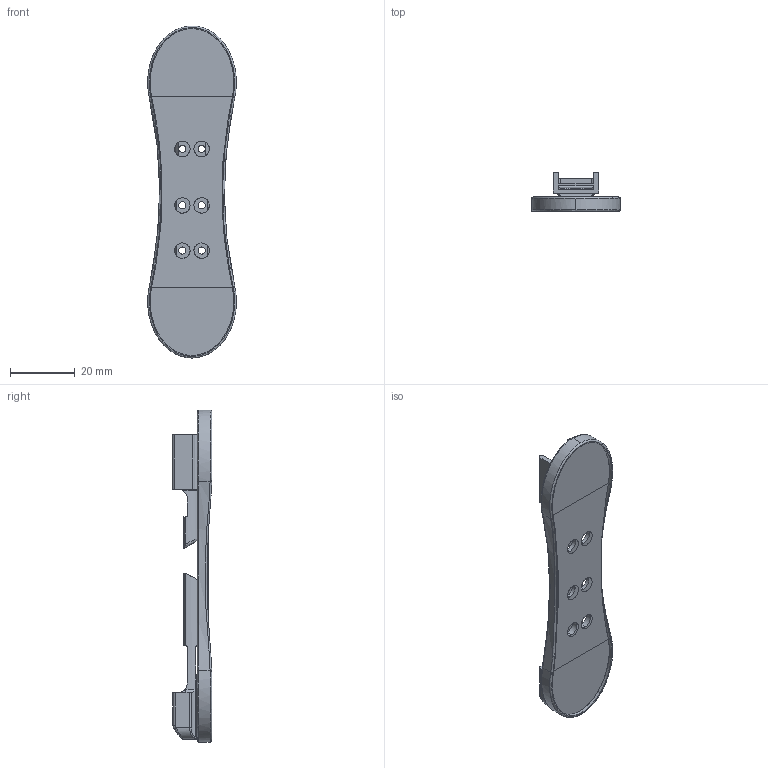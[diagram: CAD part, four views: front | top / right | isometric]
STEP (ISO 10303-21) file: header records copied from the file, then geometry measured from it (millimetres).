
FILE_DESCRIPTION (( 'STEP AP203' ), '1' );
FILE_NAME ('BR01_NARROWBOOT.STEP', '2023-11-15T14:23:02', ( '' ), ( '' ), 'SwSTEP 2.0', 'SolidWorks 2021', '' );
FILE_SCHEMA (( 'CONFIG_CONTROL_DESIGN' ));
Length unit declared in the file: millimetre
Products named in the file (1): BR01_NARROWBOOT
Bounding box: 27.49 x 12.2 x 102.88 mm (x, y, z)
Surface area: 10876.4 mm2 (no closed solid volume)
Topology: 0 solids, 2 shells, 307 faces, 821 edges, 512 vertices
Faces by surface type: cylinder 117, bspline 90, plane 73, torus 20, sphere 7
Entity records: 16373 total; most frequent: CARTESIAN_POINT 9465, ORIENTED_EDGE 1602, DIRECTION 1157, EDGE_CURVE 813, VERTEX_POINT 512, AXIS2_PLACEMENT_3D 441, EDGE_LOOP 340, ADVANCED_FACE 307
